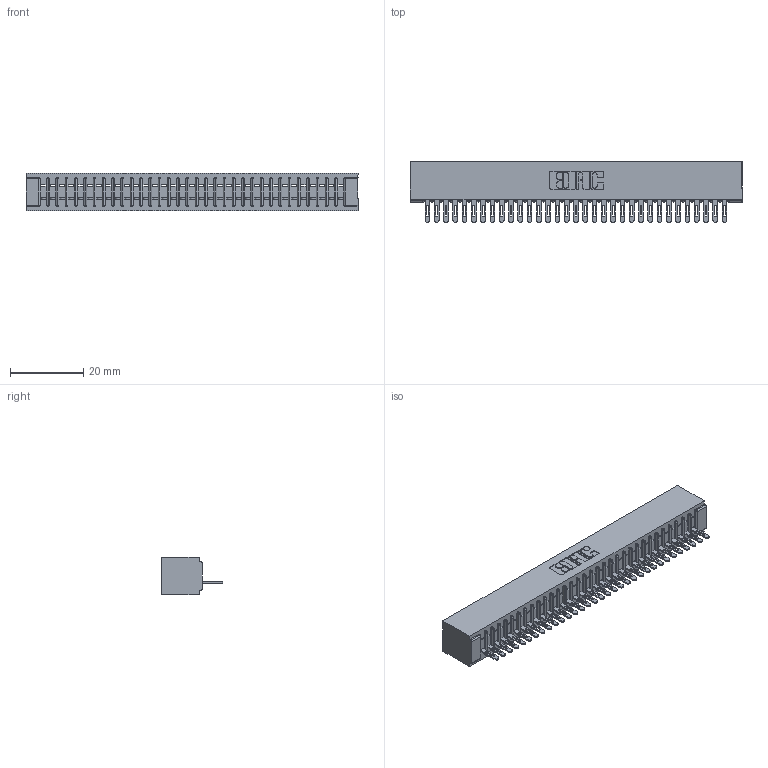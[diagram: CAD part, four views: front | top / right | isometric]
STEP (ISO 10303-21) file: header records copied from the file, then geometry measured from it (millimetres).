
FILE_DESCRIPTION (( 'STEP AP203' ), '1' );
FILE_NAME ('341-033-500-101.STEP', '2018-08-06T21:11:42', ( '' ), ( '' ), 'SwSTEP 2.0', 'SolidWorks 2016', '' );
FILE_SCHEMA (( 'CONFIG_CONTROL_DESIGN' ));
Length unit declared in the file: inch
Products named in the file (3): 341-033-500-101; 341 Part_No Mounting Lugs; 341-292-001_341-292-100
Assembly tree (34 placements, depth 2):
  341-033-500-101
    341 Part_No Mounting Lugs
    341-292-001_341-292-100  x33
Bounding box: 90.81 x 16.69 x 10.16 mm (x, y, z)
Volume: 6739.9 mm3; surface area: 10974.1 mm2
Topology: 34 solids, 34 shells, 2814 faces, 8113 edges, 5206 vertices
Faces by surface type: plane 1681, cylinder 1001, sphere 68, torus 64
Entity records: 39810 total; most frequent: CARTESIAN_POINT 6758, ORIENTED_EDGE 6746, DIRECTION 6533, EDGE_CURVE 3373, LINE 2715, VECTOR 2715, VERTEX_POINT 2134, AXIS2_PLACEMENT_3D 1909
